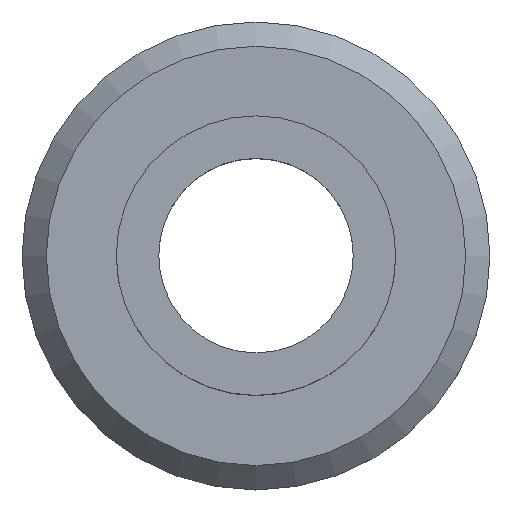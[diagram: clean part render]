
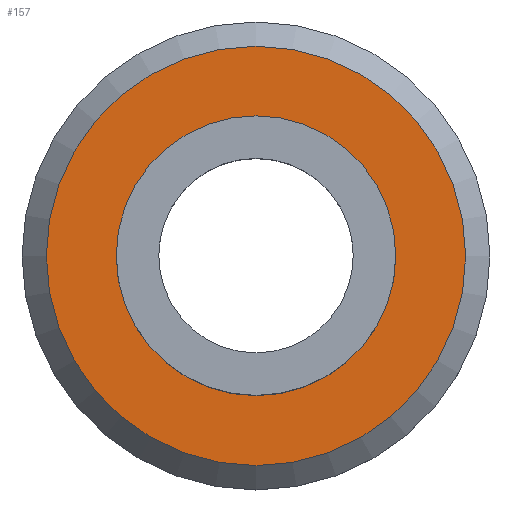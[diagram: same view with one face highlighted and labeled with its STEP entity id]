
A CAD part, top view. The second image highlights one B-rep face of the part: STEP entity #157.
In plain terms, the highlighted planar face has unit normal (0, 0, 1).
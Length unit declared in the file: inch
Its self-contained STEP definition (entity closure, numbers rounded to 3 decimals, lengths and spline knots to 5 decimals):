
#35=FACE_BOUND('',#52,.T.);
#39=FACE_OUTER_BOUND('',#51,.T.);
#51=EDGE_LOOP('',(#113));
#52=EDGE_LOOP('',(#114));
#67=CIRCLE('',#184,0.53906);
#68=CIRCLE('',#185,0.35938);
#81=VERTEX_POINT('',#271);
#82=VERTEX_POINT('',#273);
#93=EDGE_CURVE('',#81,#81,#67,.T.);
#94=EDGE_CURVE('',#82,#82,#68,.T.);
#113=ORIENTED_EDGE('',*,*,#93,.T.);
#114=ORIENTED_EDGE('',*,*,#94,.F.);
#153=PLANE('',#183);
#157=ADVANCED_FACE('',(#39,#35),#153,.T.);
#183=AXIS2_PLACEMENT_3D('',#270,#211,#212);
#184=AXIS2_PLACEMENT_3D('',#272,#213,#214);
#185=AXIS2_PLACEMENT_3D('',#274,#215,#216);
#211=DIRECTION('center_axis',(0.,0.,1.));
#212=DIRECTION('ref_axis',(1.,0.,0.));
#213=DIRECTION('center_axis',(0.,0.,1.));
#214=DIRECTION('ref_axis',(1.,0.,0.));
#215=DIRECTION('center_axis',(0.,0.,1.));
#216=DIRECTION('ref_axis',(1.,0.,0.));
#270=CARTESIAN_POINT('Origin',(0.35938,0.,0.125));
#271=CARTESIAN_POINT('',(-0.53906,0.,0.125));
#272=CARTESIAN_POINT('Origin',(0.,0.,0.125));
#273=CARTESIAN_POINT('',(-0.35938,0.,0.125));
#274=CARTESIAN_POINT('Origin',(0.,0.,0.125));
